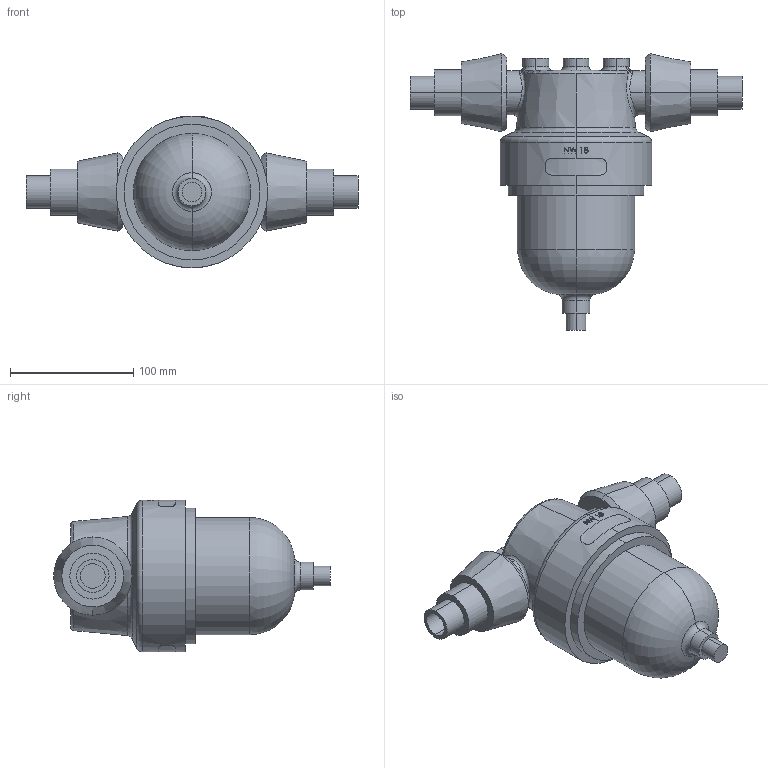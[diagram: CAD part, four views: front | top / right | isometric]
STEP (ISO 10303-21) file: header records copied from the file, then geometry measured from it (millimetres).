
FILE_DESCRIPTION (( 'STEP AP214' ), '1' );
FILE_NAME ('NW 18 Web Light.PDF.STEP', '2018-06-22T08:55:18', ( '' ), ( '' ), 'SwSTEP 2.0', 'SolidWorks 2018', '' );
FILE_SCHEMA (( 'AUTOMOTIVE_DESIGN' ));
Length unit declared in the file: millimetre
Products named in the file (2): NW 18 Web Light.PDF
Bounding box: 269 x 224.18 x 122.9 mm (x, y, z)
Volume: 1703035.4 mm3; surface area: 108466.9 mm2
Topology: 1 solids, 1 shells, 168 faces, 412 edges, 259 vertices
Faces by surface type: plane 51, bspline 45, cylinder 37, torus 19, cone 12, sphere 4
Entity records: 7690 total; most frequent: CARTESIAN_POINT 3698, ORIENTED_EDGE 816, DIRECTION 719, EDGE_CURVE 408, AXIS2_PLACEMENT_3D 293, VERTEX_POINT 259, EDGE_LOOP 185, ADVANCED_FACE 168
